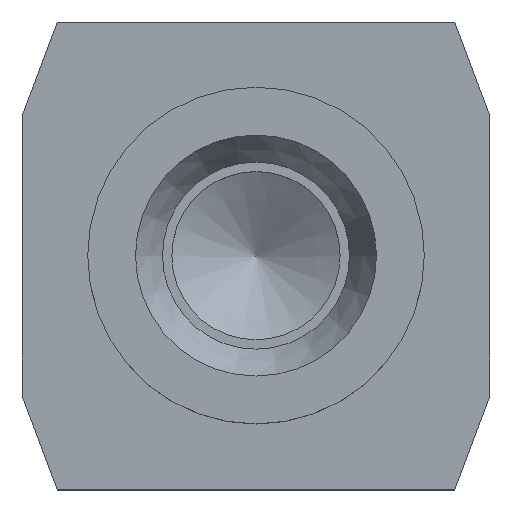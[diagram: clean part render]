
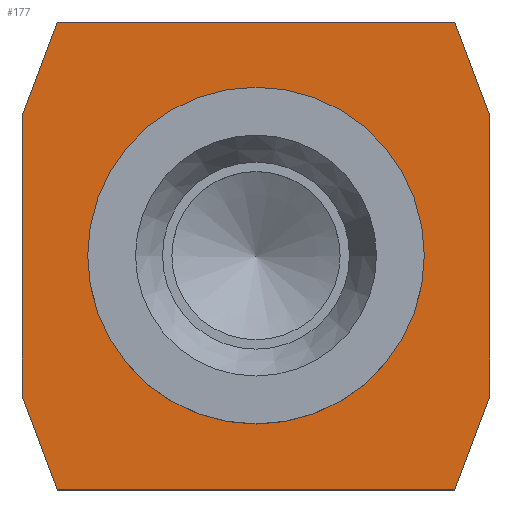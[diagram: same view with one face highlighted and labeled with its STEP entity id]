
A CAD part, top view. The second image highlights one B-rep face of the part: STEP entity #177.
In plain terms, the highlighted planar face has unit normal (0, 0, 1).
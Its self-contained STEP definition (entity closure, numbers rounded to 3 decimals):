
#22 = VERTEX_POINT('',#23);
#23 = CARTESIAN_POINT('',(-1.08,1.27,2.57));
#31 = EDGE_CURVE('',#32,#22,#34,.T.);
#32 = VERTEX_POINT('',#33);
#33 = CARTESIAN_POINT('',(1.08,1.27,2.57));
#34 = LINE('',#35,#36);
#35 = CARTESIAN_POINT('',(1.27,1.27,2.57));
#36 = VECTOR('',#37,1.);
#37 = DIRECTION('',(-1.,0.,0.));
#62 = VERTEX_POINT('',#63);
#63 = CARTESIAN_POINT('',(-1.27,0.762,2.57));
#80 = VERTEX_POINT('',#81);
#81 = CARTESIAN_POINT('',(-1.27,-0.762,2.57));
#87 = EDGE_CURVE('',#62,#80,#88,.T.);
#88 = LINE('',#89,#90);
#89 = CARTESIAN_POINT('',(-1.27,1.27,2.57));
#90 = VECTOR('',#91,1.);
#91 = DIRECTION('',(0.,-1.,0.));
#102 = VERTEX_POINT('',#103);
#103 = CARTESIAN_POINT('',(1.08,-1.27,2.57));
#111 = EDGE_CURVE('',#112,#102,#114,.T.);
#112 = VERTEX_POINT('',#113);
#113 = CARTESIAN_POINT('',(-1.08,-1.27,2.57));
#114 = LINE('',#115,#116);
#115 = CARTESIAN_POINT('',(-1.27,-1.27,2.57));
#116 = VECTOR('',#117,1.);
#117 = DIRECTION('',(1.,0.,0.));
#142 = VERTEX_POINT('',#143);
#143 = CARTESIAN_POINT('',(1.27,0.762,2.57));
#151 = EDGE_CURVE('',#152,#142,#154,.T.);
#152 = VERTEX_POINT('',#153);
#153 = CARTESIAN_POINT('',(1.27,-0.762,2.57));
#154 = LINE('',#155,#156);
#155 = CARTESIAN_POINT('',(1.27,-1.27,2.57));
#156 = VECTOR('',#157,1.);
#157 = DIRECTION('',(0.,1.,0.));
#177 = ADVANCED_FACE('',(#178,#189),#219,.T.);
#178 = FACE_BOUND('',#179,.T.);
#179 = EDGE_LOOP('',(#180));
#180 = ORIENTED_EDGE('',*,*,#181,.F.);
#181 = EDGE_CURVE('',#182,#182,#184,.T.);
#182 = VERTEX_POINT('',#183);
#183 = CARTESIAN_POINT('',(0.66,0.,2.57));
#184 = CIRCLE('',#185,0.66);
#185 = AXIS2_PLACEMENT_3D('',#186,#187,#188);
#186 = CARTESIAN_POINT('',(0.,0.,2.57));
#187 = DIRECTION('',(0.,0.,1.));
#188 = DIRECTION('',(1.,0.,0.));
#189 = FACE_BOUND('',#190,.T.);
#190 = EDGE_LOOP('',(#191,#192,#198,#199,#205,#206,#212,#213));
#191 = ORIENTED_EDGE('',*,*,#31,.T.);
#192 = ORIENTED_EDGE('',*,*,#193,.T.);
#193 = EDGE_CURVE('',#22,#62,#194,.T.);
#194 = LINE('',#195,#196);
#195 = CARTESIAN_POINT('',(-1.521,0.094,2.57));
#196 = VECTOR('',#197,1.);
#197 = DIRECTION('',(-0.351,-0.936,0.
    ));
#198 = ORIENTED_EDGE('',*,*,#87,.T.);
#199 = ORIENTED_EDGE('',*,*,#200,.T.);
#200 = EDGE_CURVE('',#80,#112,#201,.T.);
#201 = LINE('',#202,#203);
#202 = CARTESIAN_POINT('',(-1.521,-0.094,2.57));
#203 = VECTOR('',#204,1.);
#204 = DIRECTION('',(0.351,-0.936,0.)
  );
#205 = ORIENTED_EDGE('',*,*,#111,.T.);
#206 = ORIENTED_EDGE('',*,*,#207,.T.);
#207 = EDGE_CURVE('',#102,#152,#208,.T.);
#208 = LINE('',#209,#210);
#209 = CARTESIAN_POINT('',(1.207,-0.929,2.57));
#210 = VECTOR('',#211,1.);
#211 = DIRECTION('',(0.351,0.936,0.));
#212 = ORIENTED_EDGE('',*,*,#151,.T.);
#213 = ORIENTED_EDGE('',*,*,#214,.T.);
#214 = EDGE_CURVE('',#142,#32,#215,.T.);
#215 = LINE('',#216,#217);
#216 = CARTESIAN_POINT('',(1.207,0.929,2.57));
#217 = VECTOR('',#218,1.);
#218 = DIRECTION('',(-0.351,0.936,0.)
  );
#219 = PLANE('',#220);
#220 = AXIS2_PLACEMENT_3D('',#221,#222,#223);
#221 = CARTESIAN_POINT('',(-1.27,0.,2.57));
#222 = DIRECTION('',(0.,0.,1.));
#223 = DIRECTION('',(0.,-1.,0.));
